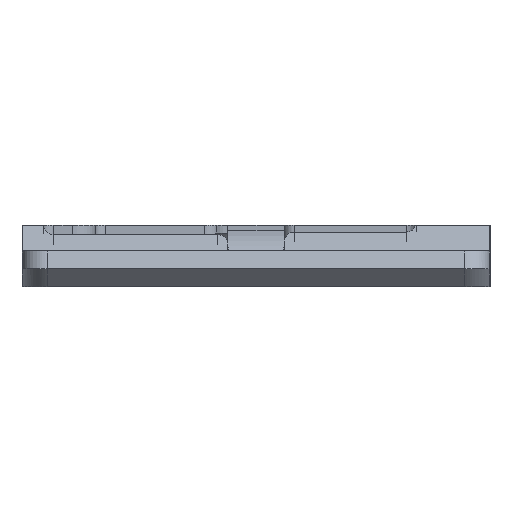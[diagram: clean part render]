
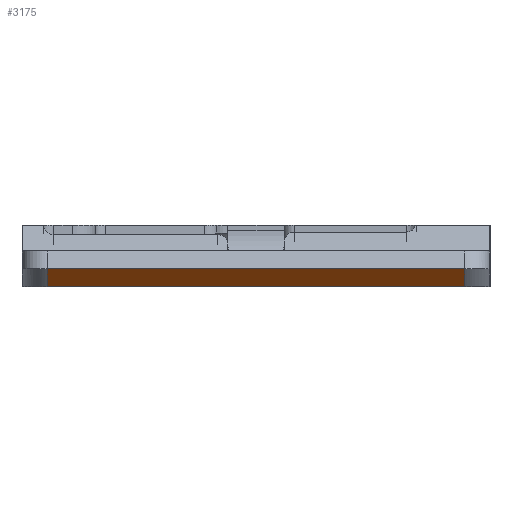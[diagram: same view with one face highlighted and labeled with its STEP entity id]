
A CAD part, left-side view. The second image highlights one B-rep face of the part: STEP entity #3175.
In plain terms, the highlighted planar face has unit normal (-0.707, 0, -0.707).
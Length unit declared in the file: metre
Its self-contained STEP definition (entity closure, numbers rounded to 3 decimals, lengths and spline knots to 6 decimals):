
#104=LINE('',#4567,#427);
#412=LINE('',#5373,#735);
#413=LINE('',#5376,#736);
#414=LINE('',#5377,#737);
#427=VECTOR('',#3583,1.);
#735=VECTOR('',#4321,1.);
#736=VECTOR('',#4322,1.);
#737=VECTOR('',#4323,1.);
#831=PLANE('',#3473);
#1607=ORIENTED_EDGE('',*,*,#2351,.T.);
#1608=ORIENTED_EDGE('',*,*,#2352,.T.);
#1609=ORIENTED_EDGE('',*,*,#1934,.T.);
#1610=ORIENTED_EDGE('',*,*,#2353,.T.);
#1934=EDGE_CURVE('',#2409,#2408,#104,.F.);
#2351=EDGE_CURVE('',#2692,#2693,#412,.T.);
#2352=EDGE_CURVE('',#2693,#2409,#413,.F.);
#2353=EDGE_CURVE('',#2408,#2692,#414,.T.);
#2408=VERTEX_POINT('',#4566);
#2409=VERTEX_POINT('',#4568);
#2692=VERTEX_POINT('',#5374);
#2693=VERTEX_POINT('',#5375);
#2831=EDGE_LOOP('',(#1607,#1608,#1609,#1610));
#3006=FACE_BOUND('',#2831,.T.);
#3175=ADVANCED_FACE('',(#3006),#831,.T.);
#3473=AXIS2_PLACEMENT_3D('',#5372,#4319,#4320);
#3583=DIRECTION('',(0.,1.,0.));
#4319=DIRECTION('',(-0.707,0.,-0.707));
#4320=DIRECTION('',(-0.707,0.,0.707));
#4321=DIRECTION('',(0.,1.,0.));
#4322=DIRECTION('',(-0.707,0.,0.707));
#4323=DIRECTION('',(-0.707,0.,0.707));
#4566=CARTESIAN_POINT('',(0.000336,0.000998,-0.002604));
#4567=CARTESIAN_POINT('',(0.000336,0.009185,-0.002604));
#4568=CARTESIAN_POINT('',(0.000336,0.017372,-0.002604));
#5372=CARTESIAN_POINT('',(-0.000014,-0.000002,-0.002254));
#5373=CARTESIAN_POINT('',(-0.000364,-0.000002,-0.001904));
#5374=CARTESIAN_POINT('',(-0.000364,0.000998,-0.001904));
#5375=CARTESIAN_POINT('',(-0.000364,0.017372,-0.001904));
#5376=CARTESIAN_POINT('',(-0.000014,0.017372,-0.002254));
#5377=CARTESIAN_POINT('',(-0.000364,0.000998,-0.001904));
